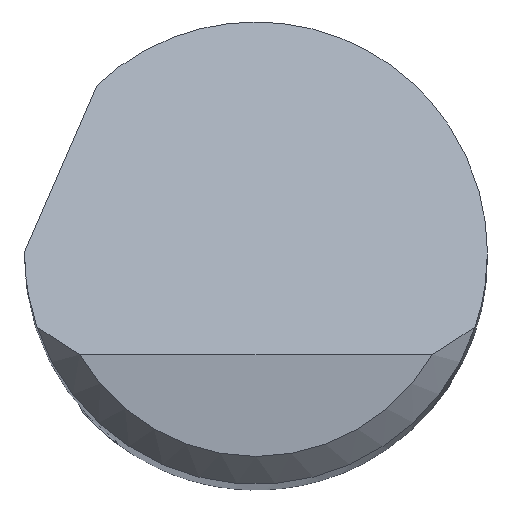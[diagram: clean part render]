
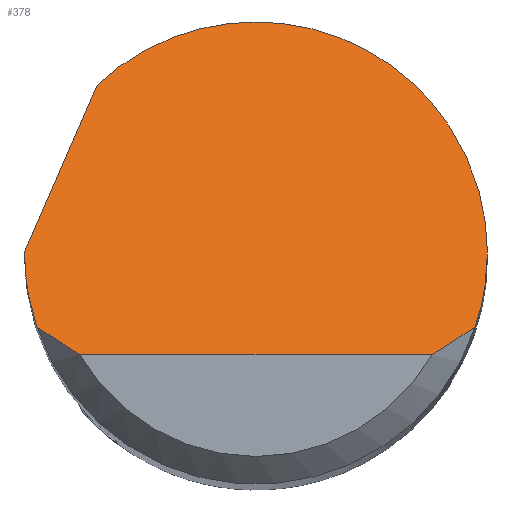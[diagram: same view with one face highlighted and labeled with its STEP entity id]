
A CAD part, top view. The second image highlights one B-rep face of the part: STEP entity #378.
In plain terms, the highlighted planar face has unit normal (0, 0.707, 0.707).
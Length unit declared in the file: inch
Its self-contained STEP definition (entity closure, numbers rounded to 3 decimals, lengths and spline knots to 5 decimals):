
#16 = CARTESIAN_POINT ( 'NONE',  ( 0.11843, -0.04, 1.985 ) ) ;
#53 = CARTESIAN_POINT ( 'NONE',  ( 0.11843, -0.04, 1.985 ) ) ;
#98 = CARTESIAN_POINT ( 'NONE',  ( -0.125, 0., 1.945 ) ) ;
#102 = CARTESIAN_POINT ( 'NONE',  ( -0.125, -0.01363, 1.95863 ) ) ;
#126 = ORIENTED_EDGE ( 'NONE', *, *, #579, .F. ) ;
#127 = CARTESIAN_POINT ( 'NONE',  ( -0.10339, -0.05031, 1.99531 ) ) ;
#128 = EDGE_CURVE ( 'NONE', #913, #152, #209, .T. ) ;
#150 = DIRECTION ( 'NONE',  ( 0., -0.707, -0.707 ) ) ;
#152 = VERTEX_POINT ( 'NONE', #53 ) ;
#175 = CARTESIAN_POINT ( 'NONE',  ( -0.125, 0.001, 1.944 ) ) ;
#199 = CARTESIAN_POINT ( 'NONE',  ( 0.125, -0.01363, 1.95863 ) ) ;
#205 = CARTESIAN_POINT ( 'NONE',  ( -0.08588, 0.09083, 1.85417 ) ) ;
#209 = B_SPLINE_CURVE_WITH_KNOTS ( 'NONE', 3,
 ( #494, #568, #363, #649 ),
 .UNSPECIFIED., .F., .F.,
 ( 4, 4 ),
 ( 0., 0.0008 ),
 .UNSPECIFIED. ) ;
#217 = DIRECTION ( 'NONE',  ( 1., 0., 0. ) ) ;
#220 = ORIENTED_EDGE ( 'NONE', *, *, #621, .F. ) ;
#230 = CARTESIAN_POINT ( 'NONE',  ( 0.125, 0., 1.945 ) ) ;
#277 =( BOUNDED_CURVE ( )  B_SPLINE_CURVE ( 3, ( #785, #608, #102, #845 ),
 .UNSPECIFIED., .F., .T. ) 
 B_SPLINE_CURVE_WITH_KNOTS ( ( 4, 4 ),
 ( 4.38666, 4.71239 ),
 .UNSPECIFIED. ) 
 CURVE ( )  GEOMETRIC_REPRESENTATION_ITEM ( )  RATIONAL_B_SPLINE_CURVE ( ( 1., 0.991, 0.991, 1. ) ) 
 REPRESENTATION_ITEM ( '' )  );
#287 = CARTESIAN_POINT ( 'NONE',  ( -0.14727, -0.05015, 1.99515 ) ) ;
#302 = CARTESIAN_POINT ( 'NONE',  ( 0.00727, 0.1789, 1.7661 ) ) ;
#329 = CARTESIAN_POINT ( 'NONE',  ( -0.11107, -0.04528, 1.99028 ) ) ;
#344 =( BOUNDED_CURVE ( )  B_SPLINE_CURVE ( 3, ( #205, #302, #594, #230 ),
 .UNSPECIFIED., .F., .T. ) 
 B_SPLINE_CURVE_WITH_KNOTS ( ( 4, 4 ),
 ( 5.52582, 7.85398 ),
 .UNSPECIFIED. ) 
 CURVE ( )  GEOMETRIC_REPRESENTATION_ITEM ( )  RATIONAL_B_SPLINE_CURVE ( ( 1., 0.597, 0.597, 1. ) ) 
 REPRESENTATION_ITEM ( '' )  );
#346 = CARTESIAN_POINT ( 'NONE',  ( 0.125, 0., 1.945 ) ) ;
#349 = CARTESIAN_POINT ( 'NONE',  ( 0.125, 0., 1.945 ) ) ;
#354 = LINE ( 'NONE', #287, #422 ) ;
#362 = LINE ( 'NONE', #739, #499 ) ;
#363 = CARTESIAN_POINT ( 'NONE',  ( 0.11107, -0.04528, 1.99028 ) ) ;
#367 = ORIENTED_EDGE ( 'NONE', *, *, #680, .F. ) ;
#378 = ADVANCED_FACE ( 'NONE', ( #659 ), #752, .F. ) ;
#411 = VERTEX_POINT ( 'NONE', #774 ) ;
#422 = VECTOR ( 'NONE', #637, 39.37008 ) ;
#442 =( BOUNDED_CURVE ( )  B_SPLINE_CURVE ( 3, ( #346, #199, #833, #16 ),
 .UNSPECIFIED., .F., .T. ) 
 B_SPLINE_CURVE_WITH_KNOTS ( ( 4, 4 ),
 ( 1.5708, 1.89653 ),
 .UNSPECIFIED. ) 
 CURVE ( )  GEOMETRIC_REPRESENTATION_ITEM ( )  RATIONAL_B_SPLINE_CURVE ( ( 1., 0.991, 0.991, 1. ) ) 
 REPRESENTATION_ITEM ( '' )  );
#450 = VERTEX_POINT ( 'NONE', #98 ) ;
#456 = EDGE_CURVE ( 'NONE', #506, #450, #277, .T. ) ;
#494 = CARTESIAN_POINT ( 'NONE',  ( 0.09526, -0.055, 2. ) ) ;
#499 = VECTOR ( 'NONE', #217, 39.37008 ) ;
#506 = VERTEX_POINT ( 'NONE', #915 ) ;
#509 = B_SPLINE_CURVE_WITH_KNOTS ( 'NONE', 3,
 ( #771, #329, #127, #947 ),
 .UNSPECIFIED., .F., .F.,
 ( 4, 4 ),
 ( 0., 0.0008 ),
 .UNSPECIFIED. ) ;
#543 = ORIENTED_EDGE ( 'NONE', *, *, #456, .F. ) ;
#550 = CARTESIAN_POINT ( 'NONE',  ( -0.125, 0.001, 1.944 ) ) ;
#568 = CARTESIAN_POINT ( 'NONE',  ( 0.10339, -0.05031, 1.99531 ) ) ;
#579 = EDGE_CURVE ( 'NONE', #766, #793, #354, .T. ) ;
#581 = ORIENTED_EDGE ( 'NONE', *, *, #911, .T. ) ;
#594 = CARTESIAN_POINT ( 'NONE',  ( 0.125, 0.12819, 1.81681 ) ) ;
#595 = CARTESIAN_POINT ( 'NONE',  ( -0.125, -0.055, 2. ) ) ;
#608 = CARTESIAN_POINT ( 'NONE',  ( -0.12279, -0.02708, 1.97208 ) ) ;
#610 = CARTESIAN_POINT ( 'NONE',  ( -0.125, 0., 1.945 ) ) ;
#621 = EDGE_CURVE ( 'NONE', #793, #770, #344, .T. ) ;
#635 = EDGE_CURVE ( 'NONE', #770, #152, #442, .T. ) ;
#637 = DIRECTION ( 'NONE',  ( 0.294, 0.676, -0.676 ) ) ;
#649 = CARTESIAN_POINT ( 'NONE',  ( 0.11843, -0.04, 1.985 ) ) ;
#659 = FACE_OUTER_BOUND ( 'NONE', #753, .T. ) ;
#664 = ORIENTED_EDGE ( 'NONE', *, *, #128, .T. ) ;
#666 = CARTESIAN_POINT ( 'NONE',  ( -0.125, 0.00033, 1.94467 ) ) ;
#672 = AXIS2_PLACEMENT_3D ( 'NONE', #595, #150, #744 ) ;
#680 = EDGE_CURVE ( 'NONE', #450, #766, #866, .T. ) ;
#718 = CARTESIAN_POINT ( 'NONE',  ( -0.08588, 0.09083, 1.85417 ) ) ;
#739 = CARTESIAN_POINT ( 'NONE',  ( 0., -0.055, 2. ) ) ;
#744 = DIRECTION ( 'NONE',  ( 0., 0.707, -0.707 ) ) ;
#752 = PLANE ( 'NONE',  #672 ) ;
#753 = EDGE_LOOP ( 'NONE', ( #581, #664, #852, #220, #126, #367, #543, #842 ) ) ;
#766 = VERTEX_POINT ( 'NONE', #550 ) ;
#770 = VERTEX_POINT ( 'NONE', #349 ) ;
#771 = CARTESIAN_POINT ( 'NONE',  ( -0.11843, -0.04, 1.985 ) ) ;
#773 = EDGE_CURVE ( 'NONE', #506, #411, #509, .T. ) ;
#774 = CARTESIAN_POINT ( 'NONE',  ( -0.09526, -0.055, 2. ) ) ;
#785 = CARTESIAN_POINT ( 'NONE',  ( -0.11843, -0.04, 1.985 ) ) ;
#793 = VERTEX_POINT ( 'NONE', #718 ) ;
#809 = CARTESIAN_POINT ( 'NONE',  ( 0.09526, -0.055, 2. ) ) ;
#833 = CARTESIAN_POINT ( 'NONE',  ( 0.12279, -0.02708, 1.97208 ) ) ;
#842 = ORIENTED_EDGE ( 'NONE', *, *, #773, .T. ) ;
#845 = CARTESIAN_POINT ( 'NONE',  ( -0.125, 0., 1.945 ) ) ;
#852 = ORIENTED_EDGE ( 'NONE', *, *, #635, .F. ) ;
#866 =( BOUNDED_CURVE ( )  B_SPLINE_CURVE ( 3, ( #610, #666, #910, #175 ),
 .UNSPECIFIED., .F., .T. ) 
 B_SPLINE_CURVE_WITH_KNOTS ( ( 4, 4 ),
 ( 4.71239, 4.72039 ),
 .UNSPECIFIED. ) 
 CURVE ( )  GEOMETRIC_REPRESENTATION_ITEM ( )  RATIONAL_B_SPLINE_CURVE ( ( 1., 1., 1., 1. ) ) 
 REPRESENTATION_ITEM ( '' )  );
#910 = CARTESIAN_POINT ( 'NONE',  ( -0.125, 0.00067, 1.94433 ) ) ;
#911 = EDGE_CURVE ( 'NONE', #411, #913, #362, .T. ) ;
#913 = VERTEX_POINT ( 'NONE', #809 ) ;
#915 = CARTESIAN_POINT ( 'NONE',  ( -0.11843, -0.04, 1.985 ) ) ;
#947 = CARTESIAN_POINT ( 'NONE',  ( -0.09526, -0.055, 2. ) ) ;
